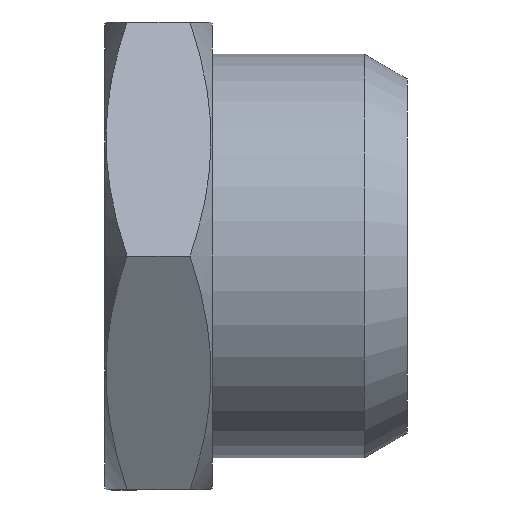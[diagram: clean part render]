
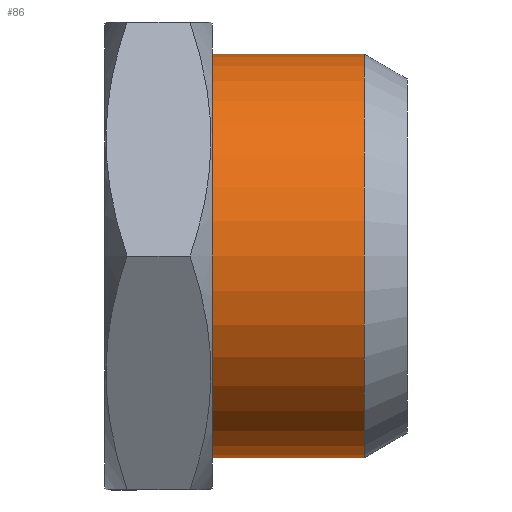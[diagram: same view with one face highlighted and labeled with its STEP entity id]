
A CAD part, left-side view. The second image highlights one B-rep face of the part: STEP entity #86.
In plain terms, the highlighted cylindrical face has radius 10.35 mm (diameter 20.7 mm), a partial arc.
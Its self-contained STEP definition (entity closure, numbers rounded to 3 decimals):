
#34 = VERTEX_POINT ( 'NONE', #187 ) ;
#85 = EDGE_CURVE ( 'NONE', #99, #98, #461, .T. ) ;
#86 = ADVANCED_FACE ( 'NONE', ( #428 ), #427, .T. ) ;
#87 = EDGE_LOOP ( 'NONE', ( #88, #89, #152, #153 ) ) ;
#88 = ORIENTED_EDGE ( 'NONE', *, *, #101, .F. ) ;
#89 = ORIENTED_EDGE ( 'NONE', *, *, #85, .T. ) ;
#91 = EDGE_CURVE ( 'NONE', #98, #93, #599, .T. ) ;
#93 = VERTEX_POINT ( 'NONE', #595 ) ;
#98 = VERTEX_POINT ( 'NONE', #585 ) ;
#99 = VERTEX_POINT ( 'NONE', #584 ) ;
#101 = EDGE_CURVE ( 'NONE', #99, #34, #583, .T. ) ;
#152 = ORIENTED_EDGE ( 'NONE', *, *, #91, .T. ) ;
#153 = ORIENTED_EDGE ( 'NONE', *, *, #154, .F. ) ;
#154 = EDGE_CURVE ( 'NONE', #34, #93, #487, .T. ) ;
#187 = CARTESIAN_POINT ( 'NONE',  ( 0., 10., -10.35 ) ) ;
#422 = DIRECTION ( 'NONE',  ( 0., 0., 1. ) ) ;
#423 = DIRECTION ( 'NONE',  ( 0., 1., 0. ) ) ;
#424 = AXIS2_PLACEMENT_3D ( 'NONE', #426, #423, #422 ) ;
#426 = CARTESIAN_POINT ( 'NONE',  ( 0., 17.464, 0. ) ) ;
#427 = CYLINDRICAL_SURFACE ( 'NONE', #424, 10.35 ) ;
#428 = FACE_OUTER_BOUND ( 'NONE', #87, .T. ) ;
#429 = DIRECTION ( 'NONE',  ( 0., 0., 1. ) ) ;
#430 = DIRECTION ( 'NONE',  ( 0., 1., 0. ) ) ;
#453 = DIRECTION ( 'NONE',  ( 0., 0., 1. ) ) ;
#454 = DIRECTION ( 'NONE',  ( 0., 1., 0. ) ) ;
#455 = CARTESIAN_POINT ( 'NONE',  ( 0., 2.2, 0. ) ) ;
#456 = AXIS2_PLACEMENT_3D ( 'NONE', #455, #430, #429 ) ;
#461 = CIRCLE ( 'NONE', #456, 10.35 ) ;
#485 = CARTESIAN_POINT ( 'NONE',  ( 0., 10., 0. ) ) ;
#486 = AXIS2_PLACEMENT_3D ( 'NONE', #485, #454, #453 ) ;
#487 = CIRCLE ( 'NONE', #486, 10.35 ) ;
#580 = DIRECTION ( 'NONE',  ( 0., 1., 0. ) ) ;
#581 = VECTOR ( 'NONE', #580, 1000. ) ;
#582 = CARTESIAN_POINT ( 'NONE',  ( 0., 17.464, -10.35 ) ) ;
#583 = LINE ( 'NONE', #582, #581 ) ;
#584 = CARTESIAN_POINT ( 'NONE',  ( 0., 2.2, -10.35 ) ) ;
#585 = CARTESIAN_POINT ( 'NONE',  ( 0., 2.2, 10.35 ) ) ;
#595 = CARTESIAN_POINT ( 'NONE',  ( 0., 10., 10.35 ) ) ;
#596 = DIRECTION ( 'NONE',  ( 0., 1., 0. ) ) ;
#597 = VECTOR ( 'NONE', #596, 1000. ) ;
#598 = CARTESIAN_POINT ( 'NONE',  ( 0., 17.464, 10.35 ) ) ;
#599 = LINE ( 'NONE', #598, #597 ) ;
